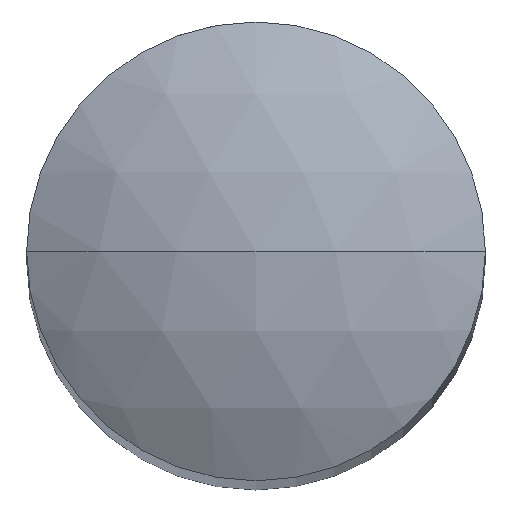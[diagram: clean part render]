
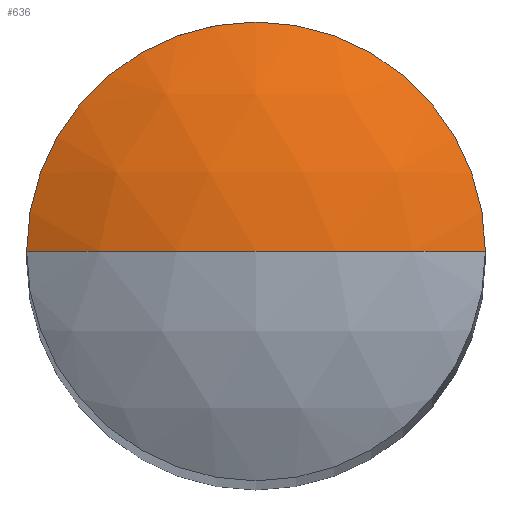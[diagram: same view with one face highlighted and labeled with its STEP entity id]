
A CAD part, top view. The second image highlights one B-rep face of the part: STEP entity #636.
In plain terms, the highlighted spherical face has radius 2.5 mm.
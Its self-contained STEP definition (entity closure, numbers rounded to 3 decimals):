
#98 = CARTESIAN_POINT ( 'NONE',  ( 0., 0., 14.665 ) ) ;
#105 = DIRECTION ( 'NONE',  ( 0., 0., -1. ) ) ;
#109 = DIRECTION ( 'NONE',  ( -1., 0., 0. ) ) ;
#158 = VERTEX_POINT ( 'NONE', #230 ) ;
#162 = EDGE_LOOP ( 'NONE', ( #746, #717, #605 ) ) ;
#176 = DIRECTION ( 'NONE',  ( 1., 0., 0. ) ) ;
#182 = AXIS2_PLACEMENT_3D ( 'NONE', #98, #105, #109 ) ;
#198 = AXIS2_PLACEMENT_3D ( 'NONE', #592, #394, #445 ) ;
#201 = CIRCLE ( 'NONE', #236, 2.5 ) ;
#230 = CARTESIAN_POINT ( 'NONE',  ( 0., 0., 15. ) ) ;
#236 = AXIS2_PLACEMENT_3D ( 'NONE', #550, #340, #176 ) ;
#240 = AXIS2_PLACEMENT_3D ( 'NONE', #762, #739, #738 ) ;
#340 = DIRECTION ( 'NONE',  ( 0., -1., 0. ) ) ;
#394 = DIRECTION ( 'NONE',  ( 0., 1., 0. ) ) ;
#410 = SPHERICAL_SURFACE ( 'NONE', #240, 2.5 ) ;
#445 = DIRECTION ( 'NONE',  ( 0., 0., 1. ) ) ;
#448 = CIRCLE ( 'NONE', #182, 1.25 ) ;
#481 = CARTESIAN_POINT ( 'NONE',  ( -1.25, 0., 14.665 ) ) ;
#550 = CARTESIAN_POINT ( 'NONE',  ( 0., 0., 12.5 ) ) ;
#561 = CARTESIAN_POINT ( 'NONE',  ( 1.25, 0., 14.665 ) ) ;
#592 = CARTESIAN_POINT ( 'NONE',  ( 0., 0., 12.5 ) ) ;
#604 = VERTEX_POINT ( 'NONE', #481 ) ;
#605 = ORIENTED_EDGE ( 'NONE', *, *, #848, .F. ) ;
#619 = VERTEX_POINT ( 'NONE', #561 ) ;
#636 = ADVANCED_FACE ( 'NONE', ( #754 ), #410, .T. ) ;
#662 = CIRCLE ( 'NONE', #198, 2.5 ) ;
#668 = EDGE_CURVE ( 'NONE', #158, #604, #201, .T. ) ;
#717 = ORIENTED_EDGE ( 'NONE', *, *, #743, .T. ) ;
#738 = DIRECTION ( 'NONE',  ( 1., 0., 0. ) ) ;
#739 = DIRECTION ( 'NONE',  ( 0., -1., 0. ) ) ;
#743 = EDGE_CURVE ( 'NONE', #158, #619, #662, .T. ) ;
#746 = ORIENTED_EDGE ( 'NONE', *, *, #668, .F. ) ;
#754 = FACE_OUTER_BOUND ( 'NONE', #162, .T. ) ;
#762 = CARTESIAN_POINT ( 'NONE',  ( 0., 0., 12.5 ) ) ;
#848 = EDGE_CURVE ( 'NONE', #604, #619, #448, .T. ) ;
